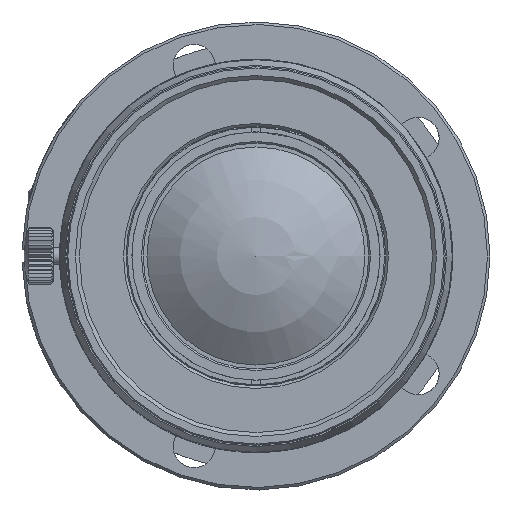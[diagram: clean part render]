
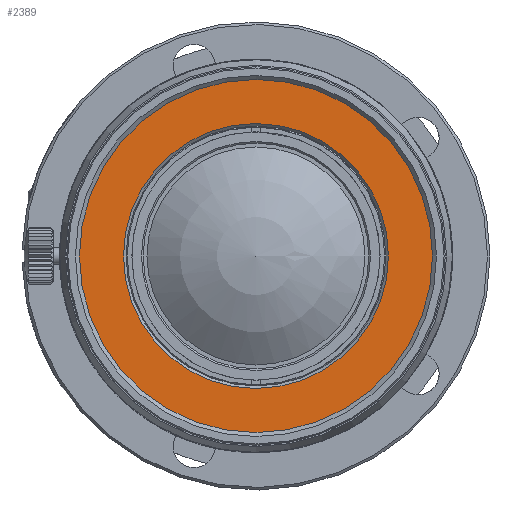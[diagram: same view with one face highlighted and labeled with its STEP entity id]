
A CAD part, left-side view. The second image highlights one B-rep face of the part: STEP entity #2389.
In plain terms, the highlighted planar face has unit normal (-1, 0, 0).
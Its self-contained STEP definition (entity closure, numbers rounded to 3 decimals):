
#2389=ADVANCED_FACE('',(#2859,#2860),#2720,.F.);
#2720=PLANE('',#10029);
#2859=FACE_BOUND('',#3366,.T.);
#2860=FACE_BOUND('',#3367,.T.);
#3366=EDGE_LOOP('',(#4767));
#3367=EDGE_LOOP('',(#4768));
#4767=ORIENTED_EDGE('',*,*,#8514,.F.);
#4768=ORIENTED_EDGE('',*,*,#8515,.T.);
#7051=VERTEX_POINT('',#13730);
#7052=VERTEX_POINT('',#13733);
#8514=EDGE_CURVE('',#7051,#7051,#9640,.T.);
#8515=EDGE_CURVE('',#7052,#7052,#9641,.T.);
#9640=CIRCLE('',#10026,15.85);
#9641=CIRCLE('',#10028,21.6);
#10026=AXIS2_PLACEMENT_3D('',#13729,#11128,#11129);
#10028=AXIS2_PLACEMENT_3D('',#13732,#11132,#11133);
#10029=AXIS2_PLACEMENT_3D('',#13734,#11134,#11135);
#11128=DIRECTION('',(-1.,0.,0.));
#11129=DIRECTION('',(0.,0.,-1.));
#11132=DIRECTION('',(-1.,0.,0.));
#11133=DIRECTION('',(0.,0.,-1.));
#11134=DIRECTION('',(1.,0.,0.));
#11135=DIRECTION('',(0.,0.,1.));
#13729=CARTESIAN_POINT('',(-50.743,0.,0.));
#13730=CARTESIAN_POINT('',(-50.743,0.,-15.85));
#13732=CARTESIAN_POINT('',(-50.743,0.,0.));
#13733=CARTESIAN_POINT('',(-50.743,0.,-21.6));
#13734=CARTESIAN_POINT('',(-50.743,-21.6,0.));
